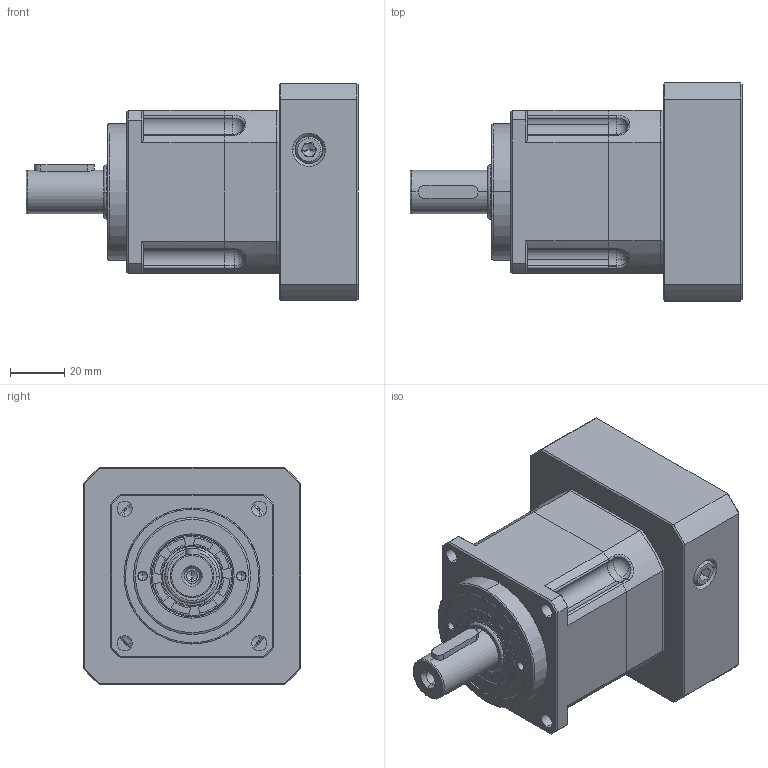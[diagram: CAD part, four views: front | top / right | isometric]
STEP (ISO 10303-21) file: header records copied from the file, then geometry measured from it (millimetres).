
FILE_DESCRIPTION (( 'STEP AP203' ), '1' );
FILE_NAME ('FAB060M1-L1-19-70-90-M5.STEP', '2021-05-25T00:57:21', ( '微软用户' ), ( '微软中国' ), 'SwSTEP 2.0', 'SolidWorks 2016', '' );
FILE_SCHEMA (( 'CONFIG_CONTROL_DESIGN' ));
Length unit declared in the file: millimetre
Products named in the file (13): hex socket set screws with cone point gb_GB_FASTENER_SCREWS_HSCP M10X10-N_3; hexagon socket head cap screws gb_GB_FASTENER_SCREWS_HSHCS M4X16-N_4; FAB060D输出内齿圈壳体; 5-输入端壳体FAB060M1; FAB060D隅弇覃淕杶; 坶踡遠23-43.5-12(1)_1; M4-10樓粟菜; FAB060D怀堤俴陎殤1_1; 12-镂空输入法兰FAB060M1-70-90-M5; A倰す瑩5-22_2; FAB060M1-L1-19-70-90-M5; 输入太阳齿轮060M1-19; 蚐猾20304_1
Assembly tree (17 placements, depth 2):
  FAB060M1-L1-19-70-90-M5
    5-输入端壳体FAB060M1
    坶踡遠23-43.5-12(1)_1
    FAB060D怀堤俴陎殤1_1
    A倰す瑩5-22_2
    输入太阳齿轮060M1-19
    蚐猾20304_1
    hex socket set screws with cone point gb_GB_FASTENER_SCREWS_HSCP M10X10-N_3
    hexagon socket head cap screws gb_GB_FASTENER_SCREWS_HSHCS M4X16-N_4  x5
    FAB060D输出内齿圈壳体
    FAB060D隅弇覃淕杶
    M4-10樓粟菜  x2
    12-镂空输入法兰FAB060M1-70-90-M5
Bounding box: 122 x 80 x 80 mm (x, y, z)
Volume: 299297.4 mm3; surface area: 85899.5 mm2
Topology: 16 solids, 20 shells, 917 faces, 2207 edges, 1332 vertices
Faces by surface type: cylinder 289, plane 287, cone 188, bspline 113, torus 40
Entity records: 35857 total; most frequent: CARTESIAN_POINT 16495, DIRECTION 3785, ORIENTED_EDGE 3696, EDGE_CURVE 1851, AXIS2_PLACEMENT_3D 1532, VERTEX_POINT 1153, EDGE_LOOP 889, CIRCLE 835
